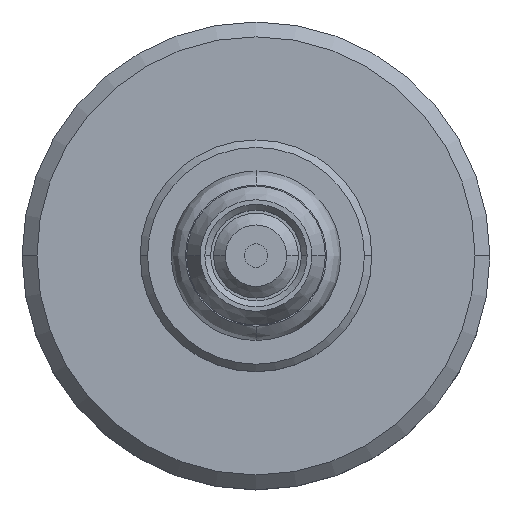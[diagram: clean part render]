
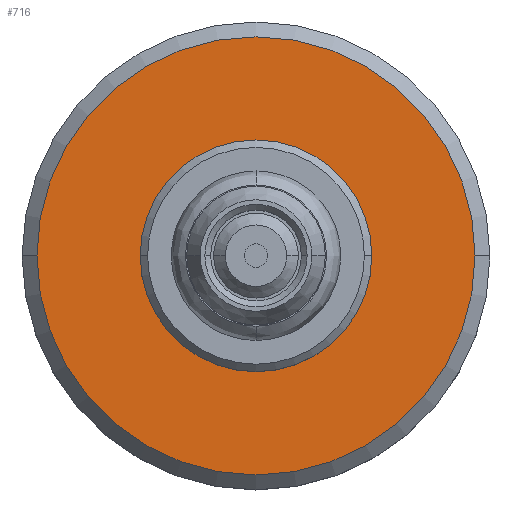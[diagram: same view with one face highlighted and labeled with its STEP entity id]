
A CAD part, top view. The second image highlights one B-rep face of the part: STEP entity #716.
In plain terms, the highlighted planar face has unit normal (0, 0, 1).
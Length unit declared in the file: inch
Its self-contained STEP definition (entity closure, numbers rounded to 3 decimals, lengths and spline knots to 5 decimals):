
#599 = VERTEX_POINT ( 'NONE', #1605 ) ;
#681 = VERTEX_POINT ( 'NONE', #1637 ) ;
#691 = EDGE_LOOP ( 'NONE', ( #711, #717 ) ) ;
#706 = EDGE_LOOP ( 'NONE', ( #715, #707 ) ) ;
#707 = ORIENTED_EDGE ( 'NONE', *, *, #719, .F. ) ;
#711 = ORIENTED_EDGE ( 'NONE', *, *, #718, .T. ) ;
#715 = ORIENTED_EDGE ( 'NONE', *, *, #721, .F. ) ;
#716 = ADVANCED_FACE ( 'NONE', ( #1969, #1967 ), #1955, .F. ) ;
#717 = ORIENTED_EDGE ( 'NONE', *, *, #969, .T. ) ;
#718 = EDGE_CURVE ( 'NONE', #972, #971, #1963, .T. ) ;
#719 = EDGE_CURVE ( 'NONE', #599, #681, #1958, .T. ) ;
#721 = EDGE_CURVE ( 'NONE', #681, #599, #1956, .T. ) ;
#969 = EDGE_CURVE ( 'NONE', #971, #972, #2131, .T. ) ;
#971 = VERTEX_POINT ( 'NONE', #2122 ) ;
#972 = VERTEX_POINT ( 'NONE', #2229 ) ;
#1605 = CARTESIAN_POINT ( 'NONE',  ( -0.078, 0., -0.14728 ) ) ;
#1637 = CARTESIAN_POINT ( 'NONE',  ( 0.078, 0., -0.14728 ) ) ;
#1796 = DIRECTION ( 'NONE',  ( -1., 0., 0. ) ) ;
#1797 = DIRECTION ( 'NONE',  ( 0., 0., 1. ) ) ;
#1798 = CARTESIAN_POINT ( 'NONE',  ( 0., 0., -0.14728 ) ) ;
#1803 = AXIS2_PLACEMENT_3D ( 'NONE', #1798, #1797, #1796 ) ;
#1804 = DIRECTION ( 'NONE',  ( -1., 0., 0. ) ) ;
#1807 = DIRECTION ( 'NONE',  ( 0., 0., 1. ) ) ;
#1808 = DIRECTION ( 'NONE',  ( -1., 0., 0. ) ) ;
#1809 = DIRECTION ( 'NONE',  ( 0., 0., 1. ) ) ;
#1810 = AXIS2_PLACEMENT_3D ( 'NONE', #1966, #1809, #1808 ) ;
#1813 = DIRECTION ( 'NONE',  ( -1., 0., 0. ) ) ;
#1814 = CARTESIAN_POINT ( 'NONE',  ( 0., 0., -0.14728 ) ) ;
#1955 = PLANE ( 'NONE',  #1968 ) ;
#1956 = CIRCLE ( 'NONE', #1803, 0.078 ) ;
#1957 = AXIS2_PLACEMENT_3D ( 'NONE', #1814, #1807, #1804 ) ;
#1958 = CIRCLE ( 'NONE', #1957, 0.078 ) ;
#1963 = CIRCLE ( 'NONE', #1810, 0.1475 ) ;
#1965 = DIRECTION ( 'NONE',  ( 0., 0., -1. ) ) ;
#1966 = CARTESIAN_POINT ( 'NONE',  ( 0., 0., -0.14728 ) ) ;
#1967 = FACE_BOUND ( 'NONE', #706, .T. ) ;
#1968 = AXIS2_PLACEMENT_3D ( 'NONE', #1970, #1965, #1813 ) ;
#1969 = FACE_OUTER_BOUND ( 'NONE', #691, .T. ) ;
#1970 = CARTESIAN_POINT ( 'NONE',  ( 0., 0., -0.14728 ) ) ;
#2118 = DIRECTION ( 'NONE',  ( 0., 0., 1. ) ) ;
#2119 = CARTESIAN_POINT ( 'NONE',  ( 0., 0., -0.14728 ) ) ;
#2120 = AXIS2_PLACEMENT_3D ( 'NONE', #2119, #2118, #2222 ) ;
#2122 = CARTESIAN_POINT ( 'NONE',  ( 0.1475, 0., -0.14728 ) ) ;
#2131 = CIRCLE ( 'NONE', #2120, 0.1475 ) ;
#2222 = DIRECTION ( 'NONE',  ( -1., 0., 0. ) ) ;
#2229 = CARTESIAN_POINT ( 'NONE',  ( -0.1475, 0., -0.14728 ) ) ;
